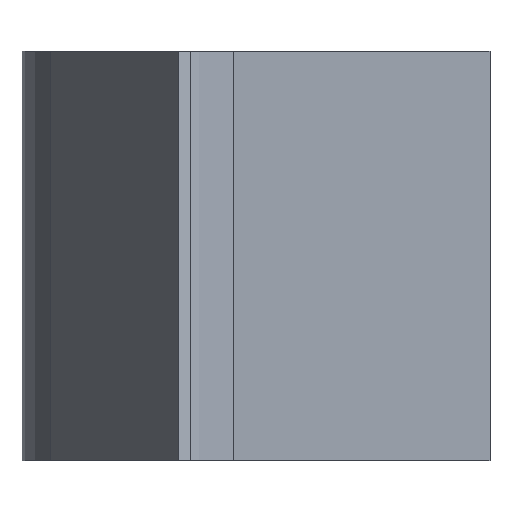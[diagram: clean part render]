
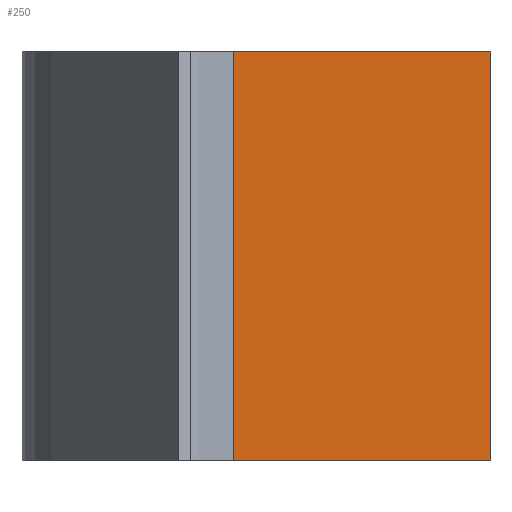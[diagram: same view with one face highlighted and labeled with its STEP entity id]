
A CAD part, left-side view. The second image highlights one B-rep face of the part: STEP entity #250.
In plain terms, the highlighted planar face has unit normal (-1, 0, 0).
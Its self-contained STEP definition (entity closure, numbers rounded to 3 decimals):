
#120=CARTESIAN_POINT('POINT9',(-6.,-90.805,
   -87.1));
#121=VERTEX_POINT('VERTEX9',#120);
#129=CARTESIAN_POINT('POINT10',(-6.,-90.805,
   87.1));
#130=VERTEX_POINT('VERTEX10',#129);
#131=CARTESIAN_POINT('POS17',(-6.,-90.805,
   -87.1));
#132=DIRECTION('DIR22',(0.,0.,1.));
#133=VECTOR('VEC12',#132,1.);
#134=LINE('STRAIGHT12',#131,#133);
#135=EDGE_CURVE('EDGE13',#121,#130,#134,.T.);
#220=CARTESIAN_POINT('POINT13',(-6.,-200.,-87.1));
#221=VERTEX_POINT('VERTEX13',#220);
#222=CARTESIAN_POINT('POS28',(-6.,-200.,-87.1));
#223=DIRECTION('DIR40',(0.,1.,0.));
#224=VECTOR('VEC16',#223,1.);
#225=LINE('STRAIGHT16',#222,#224);
#226=EDGE_CURVE('EDGE20',#221,#121,#225,.T.);
#227=ORIENTED_EDGE('COEDGE33',*,*,#226,.F.);
#228=CARTESIAN_POINT('POINT14',(-6.,-200.,87.1));
#229=VERTEX_POINT('VERTEX14',#228);
#230=CARTESIAN_POINT('POS29',(-6.,-200.,87.1));
#231=DIRECTION('DIR41',(0.,0.,-1.));
#232=VECTOR('VEC17',#231,1.);
#233=LINE('STRAIGHT17',#230,#232);
#234=EDGE_CURVE('EDGE21',#229,#221,#233,.T.);
#235=ORIENTED_EDGE('COEDGE34',*,*,#234,.F.);
#236=CARTESIAN_POINT('POS30',(-6.,-200.,87.1));
#237=DIRECTION('DIR42',(0.,1.,0.));
#238=VECTOR('VEC18',#237,1.);
#239=LINE('STRAIGHT18',#236,#238);
#240=EDGE_CURVE('EDGE22',#229,#130,#239,.T.);
#241=ORIENTED_EDGE('COEDGE35',*,*,#240,.T.);
#242=ORIENTED_EDGE('COEDGE36',*,*,#135,.F.);
#243=EDGE_LOOP('NONE',(#227,#235,#241,#242));
#244=FACE_BOUND('LOOP1',#243,.T.);
#245=CARTESIAN_POINT('POS31',(-6.,-200.,87.1));
#246=DIRECTION('DIR43',(1.,0.,0.));
#247=DIRECTION('DIR44',(0.,1.,0.));
#248=AXIS2_PLACEMENT_3D('AXIS13',#245,#246,#247);
#249=PLANE('PLANE8',#248);
#250=ADVANCED_FACE('FACE9',(#244),#249,.F.);
